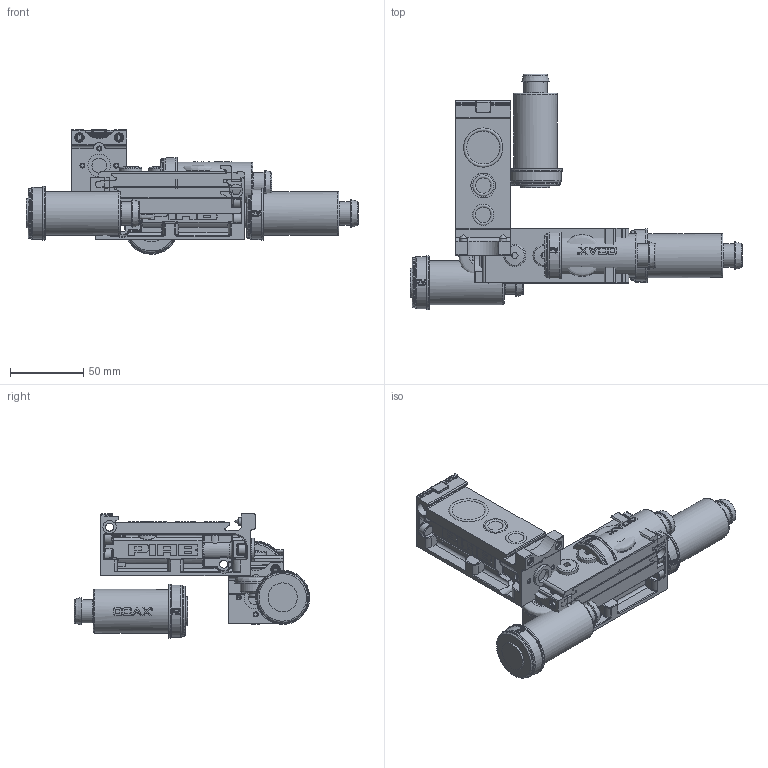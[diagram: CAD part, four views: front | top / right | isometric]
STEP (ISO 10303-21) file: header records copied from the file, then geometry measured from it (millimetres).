
FILE_DESCRIPTION( ( 'STEP AP203' ), '1' );
FILE_NAME( 'P5010_01_AA_03_AA.stp', '2008-06-10T08:15:39', ( ' ' ), ( ' ' ), 'XStep 1.0', ' ', ' ' );
FILE_SCHEMA( ( 'CONFIG_CONTROL_DESIGN) ( )' ) );
Length unit declared in the file: metre
Products named in the file (12): Assem1; Assem2; Assem3; Assem4; Assem5; Assem6; Assem7; 1; 2; 3; 4; 5
Bounding box: 227.1 x 161.1 x 85.21 mm (x, y, z)
Volume: 648058.1 mm3; surface area: 180553.2 mm2
Topology: 22 solids, 22 shells, 3426 faces, 8555 edges, 5425 vertices
Faces by surface type: plane 1403, cylinder 1158, bspline 314, torus 202, cone 182, sphere 139, extrusion 24, revolution 4
Full cylindrical faces by diameter (mm): 1.129 x4, 1.414 x4, 2.456 x3, 2.459 x30, 4.05 x30, 4.134 x24, 5 x6, 5.5 x14, 6.4 x6, 6.45 x18, 8.8 x8, 9 x6, 9.73 x7, 10 x3, 11.5 x3, 11.8 x4, 12 x4, 15 x10, 15.5 x3, 16.024 x4, 19 x4, 19.894 x4, 20.96 x4, 28.5 x4, 30 x4, 34.5 x4, 35.7 x4, 37 x4
Entity records: 37480 total; most frequent: CARTESIAN_POINT 13716, DIRECTION 4835, ORIENTED_EDGE 4682, EDGE_CURVE 2341, AXIS2_PLACEMENT_3D 1874, VERTEX_POINT 1559, EDGE_LOOP 1270, FACE_OUTER_BOUND 1111
